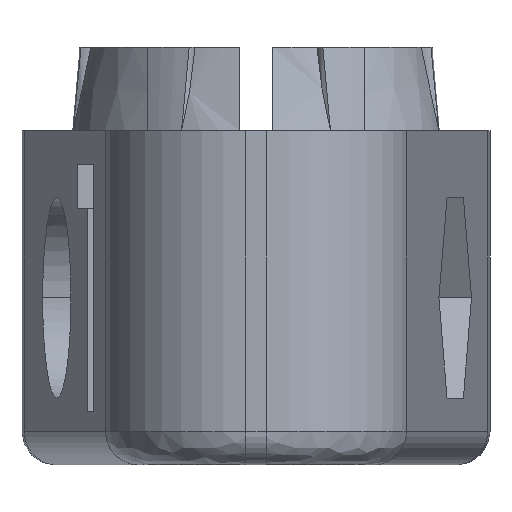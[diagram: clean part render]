
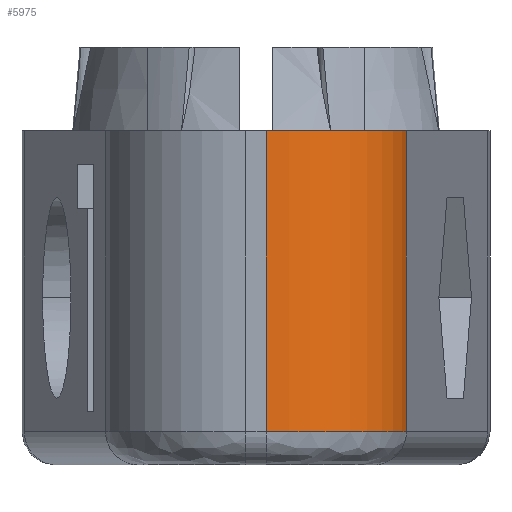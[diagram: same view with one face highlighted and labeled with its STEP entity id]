
A CAD part, left-side view. The second image highlights one B-rep face of the part: STEP entity #5975.
In plain terms, the highlighted cylindrical face has radius 4.237 mm (diameter 8.473 mm), a partial arc.
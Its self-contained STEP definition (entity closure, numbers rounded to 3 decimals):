
#95 = CARTESIAN_POINT ( 'NONE',  ( -18.244, -4.5, 1. ) ) ;
#231 = ORIENTED_EDGE ( 'NONE', *, *, #6520, .T. ) ;
#646 = ORIENTED_EDGE ( 'NONE', *, *, #3583, .F. ) ;
#994 = DIRECTION ( 'NONE',  ( 0., 0., -1. ) ) ;
#1035 = ORIENTED_EDGE ( 'NONE', *, *, #6756, .F. ) ;
#1254 = CIRCLE ( 'NONE', #6860, 4.236 ) ;
#1268 = VERTEX_POINT ( 'NONE', #4998 ) ;
#1284 = DIRECTION ( 'NONE',  ( 0., 0., -1. ) ) ;
#1379 = FACE_OUTER_BOUND ( 'NONE', #7390, .T. ) ;
#2084 = DIRECTION ( 'NONE',  ( 0., 0., -1. ) ) ;
#2152 = CARTESIAN_POINT ( 'NONE',  ( -17.654, -0.305, 10. ) ) ;
#2286 = ORIENTED_EDGE ( 'NONE', *, *, #2997, .T. ) ;
#2713 = VERTEX_POINT ( 'NONE', #4312 ) ;
#2842 = DIRECTION ( 'NONE',  ( 0., 0., 1. ) ) ;
#2986 = CYLINDRICAL_SURFACE ( 'NONE', #6099, 4.236 ) ;
#2997 = EDGE_CURVE ( 'NONE', #1268, #6675, #1254, .T. ) ;
#3411 = CARTESIAN_POINT ( 'NONE',  ( -17.654, -0.305, 10. ) ) ;
#3434 = VECTOR ( 'NONE', #2084, 1000. ) ;
#3502 = DIRECTION ( 'NONE',  ( -1., 0., 0. ) ) ;
#3583 = EDGE_CURVE ( 'NONE', #4676, #2713, #6998, .T. ) ;
#4044 = DIRECTION ( 'NONE',  ( 0., 0., 1. ) ) ;
#4312 = CARTESIAN_POINT ( 'NONE',  ( -18.244, -4.5, 10. ) ) ;
#4343 = CARTESIAN_POINT ( 'NONE',  ( -21.89, -0.305, 10. ) ) ;
#4418 = LINE ( 'NONE', #4343, #3434 ) ;
#4676 = VERTEX_POINT ( 'NONE', #4716 ) ;
#4716 = CARTESIAN_POINT ( 'NONE',  ( -21.89, -0.305, 10. ) ) ;
#4950 = LINE ( 'NONE', #6997, #5127 ) ;
#4998 = CARTESIAN_POINT ( 'NONE',  ( -21.89, -0.305, 1. ) ) ;
#5127 = VECTOR ( 'NONE', #1284, 1000. ) ;
#5975 = ADVANCED_FACE ( 'NONE', ( #1379 ), #2986, .T. ) ;
#6099 = AXIS2_PLACEMENT_3D ( 'NONE', #2152, #994, #6141 ) ;
#6141 = DIRECTION ( 'NONE',  ( -1., 0., 0. ) ) ;
#6355 = AXIS2_PLACEMENT_3D ( 'NONE', #3411, #2842, #6863 ) ;
#6520 = EDGE_CURVE ( 'NONE', #4676, #1268, #4418, .T. ) ;
#6675 = VERTEX_POINT ( 'NONE', #95 ) ;
#6756 = EDGE_CURVE ( 'NONE', #2713, #6675, #4950, .T. ) ;
#6860 = AXIS2_PLACEMENT_3D ( 'NONE', #6864, #4044, #3502 ) ;
#6863 = DIRECTION ( 'NONE',  ( -1., 0., 0. ) ) ;
#6864 = CARTESIAN_POINT ( 'NONE',  ( -17.654, -0.305, 1. ) ) ;
#6997 = CARTESIAN_POINT ( 'NONE',  ( -18.244, -4.5, 10. ) ) ;
#6998 = CIRCLE ( 'NONE', #6355, 4.236 ) ;
#7390 = EDGE_LOOP ( 'NONE', ( #1035, #646, #231, #2286 ) ) ;
